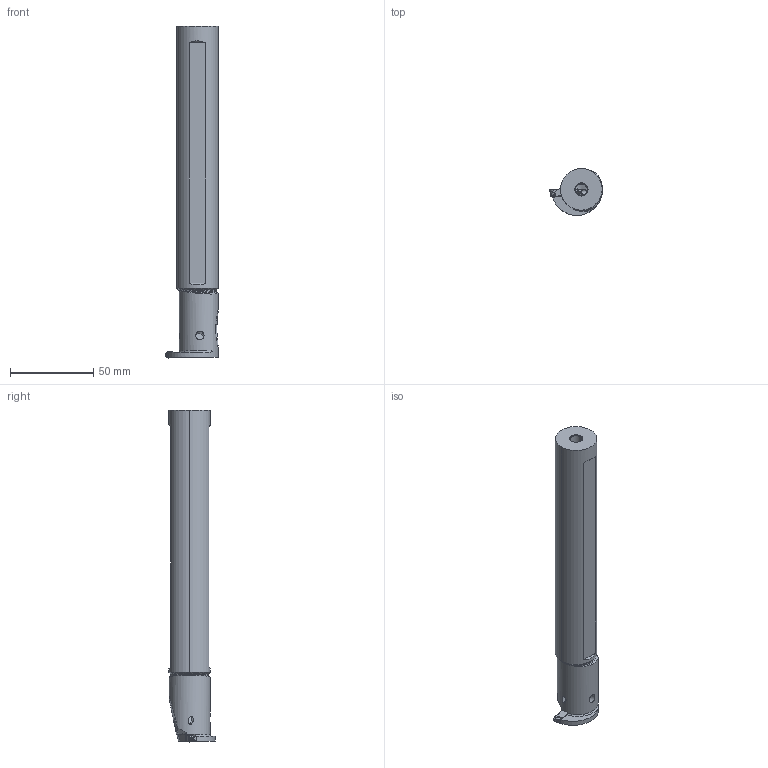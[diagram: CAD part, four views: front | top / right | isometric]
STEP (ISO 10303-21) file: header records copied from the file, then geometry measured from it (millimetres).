
FILE_DESCRIPTION(/* description */ (''),/* implementation_level */ '2;1');
FILE_NAME(/* name */ 'GYAR25R90B-G07_CW4_00_MR2_0.stp',/* time_stamp */ '2023-03-20T14:53:35+09:00',/* author */ (''),/* organization */ (''),/* preprocessor_version */ 'ST-DEVELOPER v16',/* originating_system */ 'SIEMENS PLM Software NX 10.0',/* authorisation */ '');
FILE_SCHEMA (('AUTOMOTIVE_DESIGN { 1 0 10303 214 3 1 1 1 }'));
Length unit declared in the file: millimetre
Products named in the file (1): GYAR25R90B-G07_CW4_00_MR2_0_ASM
Bounding box: 31.82 x 27.82 x 200 mm (x, y, z)
Volume: 86311.3 mm3; surface area: 21652.8 mm2
Topology: 2 solids, 2 shells, 193 faces, 593 edges, 426 vertices
Faces by surface type: bspline 65, cylinder 55, plane 43, cone 15, torus 11, sphere 2, extrusion 2
Entity records: 12640 total; most frequent: CARTESIAN_POINT 7920, ORIENTED_EDGE 1134, DIRECTION 703, EDGE_CURVE 567, VERTEX_POINT 381, B_SPLINE_CURVE_WITH_KNOTS 286, AXIS2_PLACEMENT_3D 277, EDGE_LOOP 202
